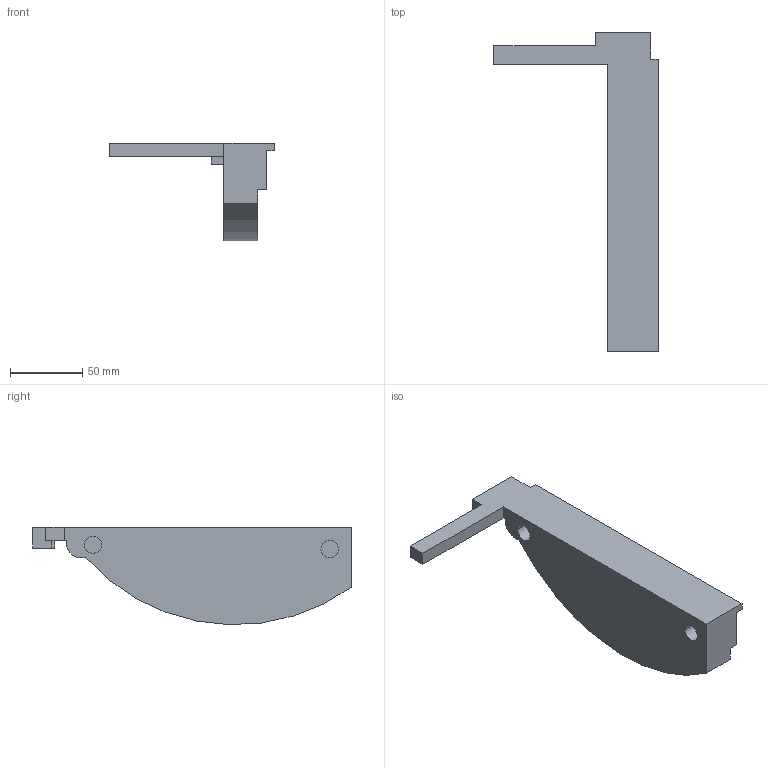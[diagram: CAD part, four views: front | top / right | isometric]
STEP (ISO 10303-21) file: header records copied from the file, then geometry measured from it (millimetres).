
FILE_DESCRIPTION (( 'STEP AP214' ), '1' );
FILE_NAME ('body-back-left.STEP', '2024-04-27T05:37:27', ( '' ), ( '' ), 'SwSTEP 2.0', 'SolidWorks 2023', '' );
FILE_SCHEMA (( 'AUTOMOTIVE_DESIGN' ));
Length unit declared in the file: millimetre
Products named in the file (1): body-back-left
Bounding box: 113.33 x 220 x 67.21 mm (x, y, z)
Volume: 257778.4 mm3; surface area: 47019.2 mm2
Topology: 1 solids, 1 shells, 47 faces, 129 edges, 86 vertices
Faces by surface type: plane 36, cylinder 11
Entity records: 1510 total; most frequent: CARTESIAN_POINT 263, ORIENTED_EDGE 258, DIRECTION 249, EDGE_CURVE 129, LINE 105, VECTOR 105, VERTEX_POINT 86, AXIS2_PLACEMENT_3D 72
